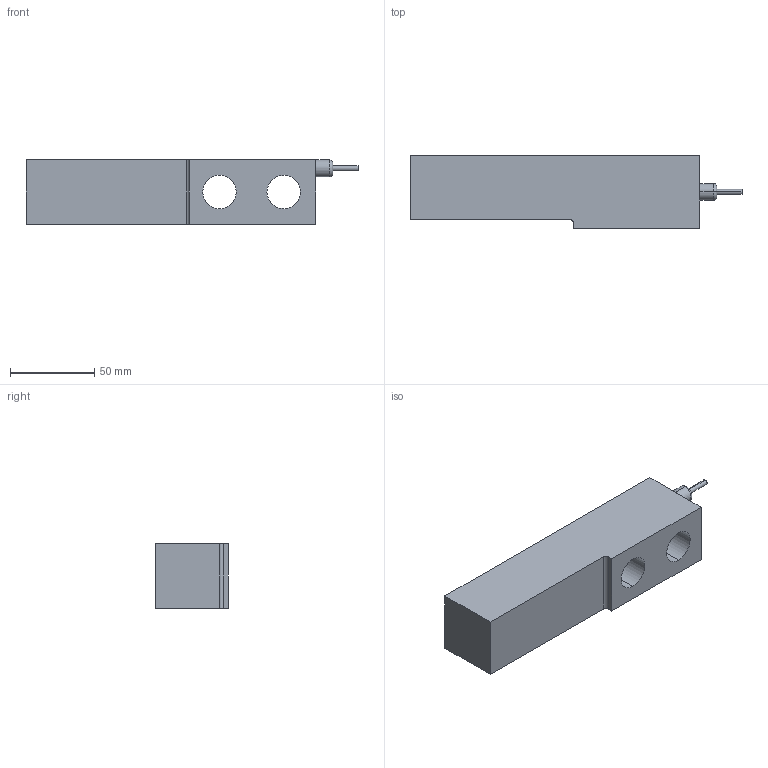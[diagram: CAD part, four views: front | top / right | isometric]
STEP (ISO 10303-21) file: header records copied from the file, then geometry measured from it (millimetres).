
FILE_DESCRIPTION (( 'STEP AP203' ), '1' );
FILE_NAME ('传感器SBC-3-5t.STEP', '2020-08-28T00:51:43', ( '' ), ( '' ), 'SwSTEP 2.0', 'SolidWorks 2016', '' );
FILE_SCHEMA (( 'CONFIG_CONTROL_DESIGN' ));
Length unit declared in the file: millimetre
Products named in the file (1): 換覜んSBC-3-5t
Bounding box: 197 x 43 x 38 mm (x, y, z)
Volume: 225837.5 mm3; surface area: 35943.9 mm2
Topology: 1 solids, 1 shells, 26 faces, 60 edges, 38 vertices
Faces by surface type: cylinder 11, plane 11, cone 2, torus 2
Entity records: 829 total; most frequent: DIRECTION 142, CARTESIAN_POINT 125, ORIENTED_EDGE 120, EDGE_CURVE 60, AXIS2_PLACEMENT_3D 55, VERTEX_POINT 38, VECTOR 32, EDGE_LOOP 32
